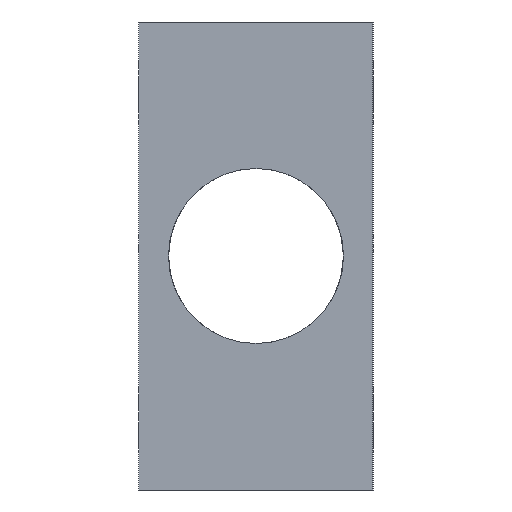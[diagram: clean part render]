
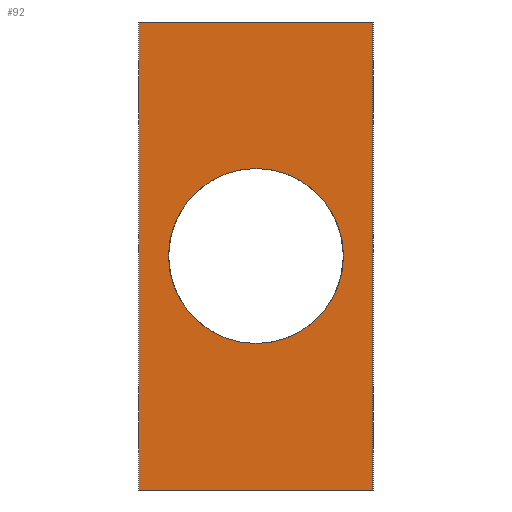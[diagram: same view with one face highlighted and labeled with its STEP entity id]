
A CAD part, left-side view. The second image highlights one B-rep face of the part: STEP entity #92.
In plain terms, the highlighted planar face has unit normal (-1, 0, 0).
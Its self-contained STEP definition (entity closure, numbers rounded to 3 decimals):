
#92 = ADVANCED_FACE( '', ( #214, #215 ), #216, .F. );
#214 = FACE_BOUND( '', #345, .T. );
#215 = FACE_OUTER_BOUND( '', #346, .T. );
#216 = PLANE( '', #347 );
#345 = EDGE_LOOP( '', ( #532 ) );
#346 = EDGE_LOOP( '', ( #533, #534, #535, #536 ) );
#347 = AXIS2_PLACEMENT_3D( '', #537, #538, #539 );
#532 = ORIENTED_EDGE( '', *, *, #660, .T. );
#533 = ORIENTED_EDGE( '', *, *, #655, .T. );
#534 = ORIENTED_EDGE( '', *, *, #661, .F. );
#535 = ORIENTED_EDGE( '', *, *, #639, .F. );
#536 = ORIENTED_EDGE( '', *, *, #652, .T. );
#537 = CARTESIAN_POINT( '', ( -65., -20., 20. ) );
#538 = DIRECTION( '', ( 1., 0., 0. ) );
#539 = DIRECTION( '', ( 0., 0., -1. ) );
#639 = EDGE_CURVE( '', #743, #745, #746, .T. );
#652 = EDGE_CURVE( '', #743, #763, #765, .T. );
#655 = EDGE_CURVE( '', #763, #767, #769, .T. );
#660 = EDGE_CURVE( '', #775, #775, #776, .T. );
#661 = EDGE_CURVE( '', #745, #767, #777, .T. );
#743 = VERTEX_POINT( '', #862 );
#745 = VERTEX_POINT( '', #865 );
#746 = LINE( '', #866, #867 );
#763 = VERTEX_POINT( '', #888 );
#765 = LINE( '', #891, #892 );
#767 = VERTEX_POINT( '', #894 );
#769 = LINE( '', #897, #898 );
#775 = VERTEX_POINT( '', #904 );
#776 = CIRCLE( '', #905, 7.475 );
#777 = LINE( '', #906, #907 );
#862 = CARTESIAN_POINT( '', ( -65., -20., 20. ) );
#865 = CARTESIAN_POINT( '', ( -65., -20., -20. ) );
#866 = CARTESIAN_POINT( '', ( -65., -20., 20. ) );
#867 = VECTOR( '', #1010, 1000. );
#888 = CARTESIAN_POINT( '', ( -65., 0., 20. ) );
#891 = CARTESIAN_POINT( '', ( -65., -20., 20. ) );
#892 = VECTOR( '', #1025, 1000. );
#894 = CARTESIAN_POINT( '', ( -65., 0., -20. ) );
#897 = CARTESIAN_POINT( '', ( -65., 0., 20. ) );
#898 = VECTOR( '', #1027, 1000. );
#904 = CARTESIAN_POINT( '', ( -65., -10., 7.475 ) );
#905 = AXIS2_PLACEMENT_3D( '', #1034, #1035, #1036 );
#906 = CARTESIAN_POINT( '', ( -65., -20., -20. ) );
#907 = VECTOR( '', #1037, 1000. );
#1010 = DIRECTION( '', ( 0., 0., -1. ) );
#1025 = DIRECTION( '', ( 0., 1., 0. ) );
#1027 = DIRECTION( '', ( 0., 0., -1. ) );
#1034 = CARTESIAN_POINT( '', ( -65., -10., 0. ) );
#1035 = DIRECTION( '', ( 1., 0., 0. ) );
#1036 = DIRECTION( '', ( 0., 0., 1. ) );
#1037 = DIRECTION( '', ( 0., 1., 0. ) );
